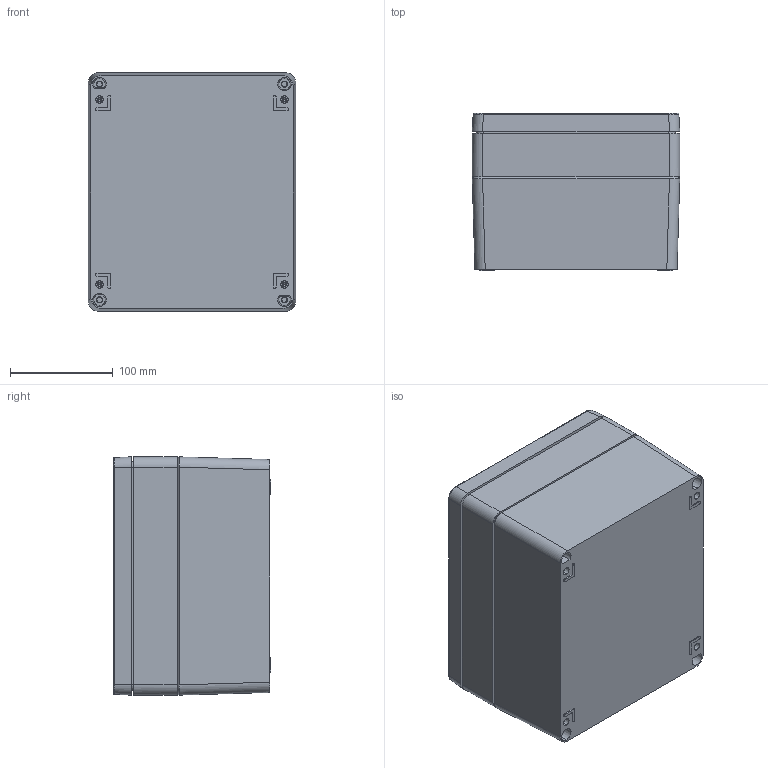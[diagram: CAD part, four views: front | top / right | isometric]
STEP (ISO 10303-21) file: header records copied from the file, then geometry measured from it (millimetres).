
FILE_DESCRIPTION (( 'STEP AP214' ), '1' );
FILE_NAME ('131005100.STEP', '2016-03-10T12:10:01', ( 'Macha' ), ( 'Hewlett-Packard Company' ), 'SwSTEP 2.0', 'SolidWorks 2015', '' );
FILE_SCHEMA (( 'AUTOMOTIVE_DESIGN' ));
Length unit declared in the file: millimetre
Products named in the file (5): 08860_Without fillet; 01060_Katalog; 131005100; 93154; 08960
Assembly tree (7 placements, depth 2):
  131005100
    01060_Katalog
    08860_Without fillet
    08960
    93154  x4
Bounding box: 202 x 153.1 x 232 mm (x, y, z)
Volume: 1298031.3 mm3; surface area: 464982.5 mm2
Topology: 7 solids, 7 shells, 920 faces, 2171 edges, 1335 vertices
Faces by surface type: plane 311, cone 271, cylinder 174, bspline 121, torus 43
Entity records: 30260 total; most frequent: CARTESIAN_POINT 11440, ORIENTED_EDGE 3942, DIRECTION 3669, EDGE_CURVE 1971, AXIS2_PLACEMENT_3D 1337, VERTEX_POINT 1236, LINE 995, VECTOR 995
